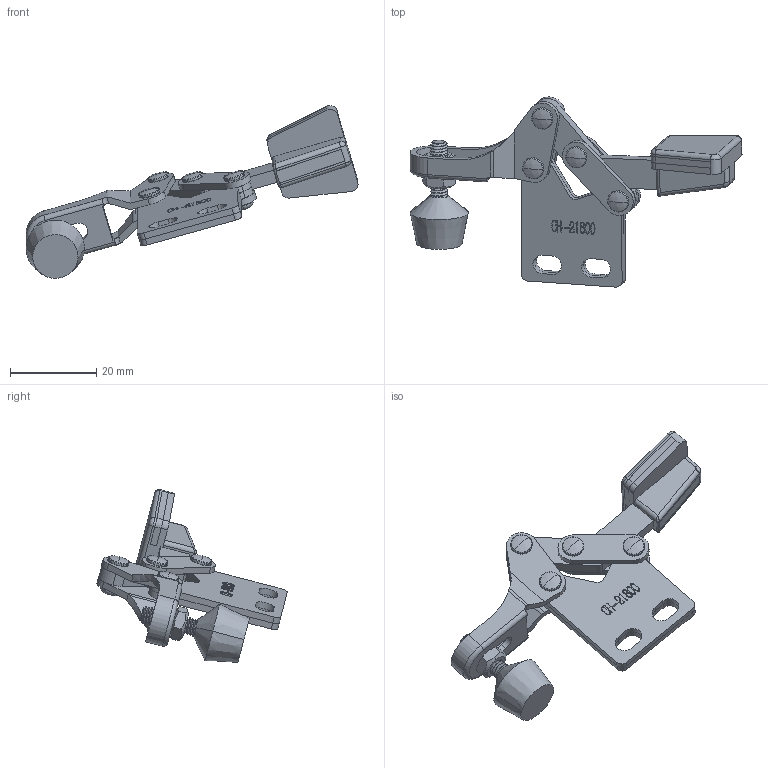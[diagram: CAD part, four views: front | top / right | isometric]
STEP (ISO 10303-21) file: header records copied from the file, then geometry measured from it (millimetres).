
FILE_DESCRIPTION (( 'STEP AP203' ), '1' );
FILE_NAME ('CH-21800.STEP', '2017-11-23T00:39:20', ( 'Windows' ), ( 'Microsoft' ), 'SwSTEP 2.0', 'SolidWorks 2015', '' );
FILE_SCHEMA (( 'CONFIG_CONTROL_DESIGN' ));
Length unit declared in the file: millimetre
Products named in the file (9): 20800-02; 20800-03; 20800-04; 20800-06; 042507-02; 042507; 21800眻菁01; 21800眻菁02; CH-21800
Assembly tree (13 placements, depth 2):
  CH-21800
    20800-02
    20800-03
    20800-04  x2
    20800-06  x4
    042507-02  x2
    042507
    21800眻菁01
    21800眻菁02
Bounding box: 76.98 x 44.11 x 40.07 mm (x, y, z)
Volume: 7547.8 mm3; surface area: 9351.6 mm2
Topology: 13 solids, 15 shells, 734 faces, 1943 edges, 1267 vertices
Faces by surface type: plane 325, bspline 166, cylinder 159, torus 41, cone 35, sphere 8
Entity records: 31350 total; most frequent: CARTESIAN_POINT 15520, ORIENTED_EDGE 3376, DIRECTION 2512, EDGE_CURVE 1688, VERTEX_POINT 1112, VECTOR 1028, LINE 1028, AXIS2_PLACEMENT_3D 742
